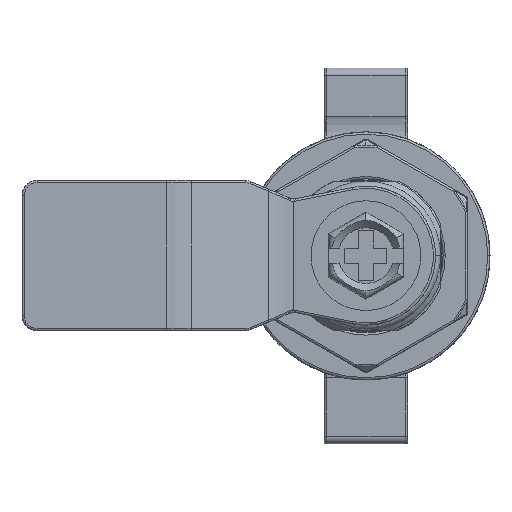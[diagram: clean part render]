
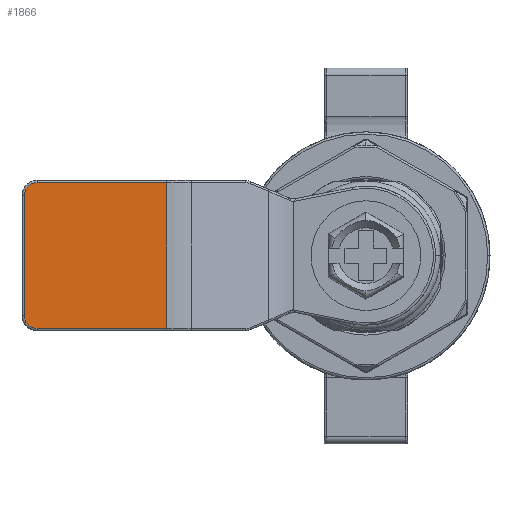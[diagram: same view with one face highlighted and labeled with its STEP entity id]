
A CAD part, top view. The second image highlights one B-rep face of the part: STEP entity #1866.
In plain terms, the highlighted face is planar.
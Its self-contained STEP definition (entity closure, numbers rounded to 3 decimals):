
#1793 = VERTEX_POINT ( 'NONE', #10249 ) ;
#1866 = ADVANCED_FACE ( 'NONE', ( #10854 ), #10848, .T. ) ;
#1867 = ORIENTED_EDGE ( 'NONE', *, *, #1869, .T. ) ;
#1868 = ORIENTED_EDGE ( 'NONE', *, *, #1870, .T. ) ;
#1869 = EDGE_CURVE ( 'NONE', #1880, #1879, #10841, .T. ) ;
#1870 = EDGE_CURVE ( 'NONE', #1893, #1880, #10836, .T. ) ;
#1871 = ORIENTED_EDGE ( 'NONE', *, *, #1872, .T. ) ;
#1872 = EDGE_CURVE ( 'NONE', #1879, #1793, #10842, .T. ) ;
#1879 = VERTEX_POINT ( 'NONE', #10837 ) ;
#1880 = VERTEX_POINT ( 'NONE', #10886 ) ;
#1893 = VERTEX_POINT ( 'NONE', #10871 ) ;
#1909 = EDGE_LOOP ( 'NONE', ( #1868, #1867, #1871, #1936, #1945, #1943 ) ) ;
#1936 = ORIENTED_EDGE ( 'NONE', *, *, #1939, .T. ) ;
#1937 = EDGE_CURVE ( 'NONE', #1942, #1941, #11005, .T. ) ;
#1939 = EDGE_CURVE ( 'NONE', #1793, #1942, #10954, .T. ) ;
#1941 = VERTEX_POINT ( 'NONE', #11001 ) ;
#1942 = VERTEX_POINT ( 'NONE', #10959 ) ;
#1943 = ORIENTED_EDGE ( 'NONE', *, *, #1946, .T. ) ;
#1945 = ORIENTED_EDGE ( 'NONE', *, *, #1937, .T. ) ;
#1946 = EDGE_CURVE ( 'NONE', #1941, #1893, #10965, .T. ) ;
#10249 = CARTESIAN_POINT ( 'NONE',  ( 8., -27.2, 0. ) ) ;
#10828 = DIRECTION ( 'NONE',  ( -1., 0., 0. ) ) ;
#10829 = DIRECTION ( 'NONE',  ( 0., 0., -1. ) ) ;
#10833 = DIRECTION ( 'NONE',  ( 1., 0., 0. ) ) ;
#10834 = VECTOR ( 'NONE', #10833, 1000. ) ;
#10835 = CARTESIAN_POINT ( 'NONE',  ( 10., -8.251, 0. ) ) ;
#10836 = LINE ( 'NONE', #10835, #10834 ) ;
#10837 = CARTESIAN_POINT ( 'NONE',  ( 9.7, -25.5, 0. ) ) ;
#10838 = DIRECTION ( 'NONE',  ( 0., -1., 0. ) ) ;
#10839 = VECTOR ( 'NONE', #10838, 1000. ) ;
#10840 = CARTESIAN_POINT ( 'NONE',  ( 9.7, -25.5, 0. ) ) ;
#10841 = LINE ( 'NONE', #10840, #10839 ) ;
#10842 = CIRCLE ( 'NONE', #10858, 1.7 ) ;
#10843 = DIRECTION ( 'NONE',  ( -1., 0., 0. ) ) ;
#10844 = DIRECTION ( 'NONE',  ( 0., 0., -1. ) ) ;
#10845 = CARTESIAN_POINT ( 'NONE',  ( 10., 27.5, 0. ) ) ;
#10847 = CARTESIAN_POINT ( 'NONE',  ( 8., -25.5, 0. ) ) ;
#10848 = PLANE ( 'NONE',  #10859 ) ;
#10854 = FACE_OUTER_BOUND ( 'NONE', #1909, .T. ) ;
#10858 = AXIS2_PLACEMENT_3D ( 'NONE', #10847, #10829, #10828 ) ;
#10859 = AXIS2_PLACEMENT_3D ( 'NONE', #10845, #10844, #10843 ) ;
#10871 = CARTESIAN_POINT ( 'NONE',  ( -9.7, -8.251, 0. ) ) ;
#10886 = CARTESIAN_POINT ( 'NONE',  ( 9.7, -8.251, 0. ) ) ;
#10953 = CARTESIAN_POINT ( 'NONE',  ( -8., -27.2, 0. ) ) ;
#10954 = LINE ( 'NONE', #10953, #11000 ) ;
#10959 = CARTESIAN_POINT ( 'NONE',  ( -8., -27.2, 0. ) ) ;
#10964 = CARTESIAN_POINT ( 'NONE',  ( -8., -25.5, 0. ) ) ;
#10965 = LINE ( 'NONE', #10997, #10989 ) ;
#10989 = VECTOR ( 'NONE', #10996, 1000. ) ;
#10996 = DIRECTION ( 'NONE',  ( 0., 1., 0. ) ) ;
#10997 = CARTESIAN_POINT ( 'NONE',  ( -9.7, -8.251, 0. ) ) ;
#10999 = DIRECTION ( 'NONE',  ( -1., 0., 0. ) ) ;
#11000 = VECTOR ( 'NONE', #10999, 1000. ) ;
#11001 = CARTESIAN_POINT ( 'NONE',  ( -9.7, -25.5, 0. ) ) ;
#11002 = DIRECTION ( 'NONE',  ( -1., 0., 0. ) ) ;
#11003 = DIRECTION ( 'NONE',  ( 0., 0., -1. ) ) ;
#11004 = AXIS2_PLACEMENT_3D ( 'NONE', #10964, #11003, #11002 ) ;
#11005 = CIRCLE ( 'NONE', #11004, 1.7 ) ;
